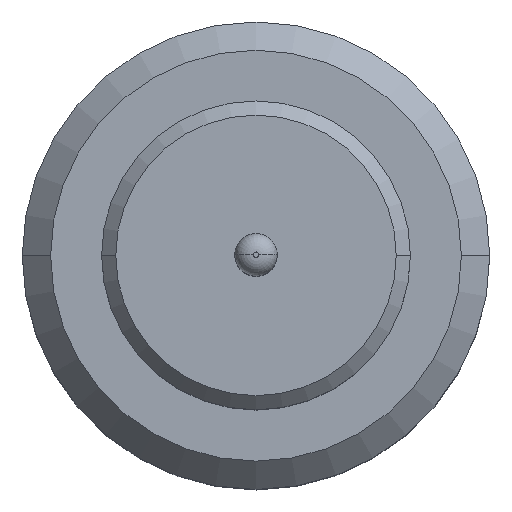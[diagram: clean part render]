
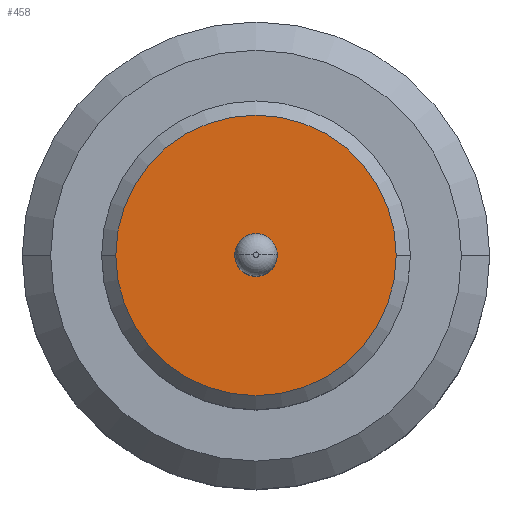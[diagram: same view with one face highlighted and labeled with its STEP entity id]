
A CAD part, top view. The second image highlights one B-rep face of the part: STEP entity #458.
In plain terms, the highlighted planar face has unit normal (0, 0, 1).
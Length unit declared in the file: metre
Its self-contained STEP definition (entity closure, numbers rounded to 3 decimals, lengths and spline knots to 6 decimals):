
#33 = CIRCLE ( 'NONE', #122, 0.00015 ) ;
#42 = DIRECTION ( 'NONE',  ( -1., 0., 0. ) ) ;
#58 = CARTESIAN_POINT ( 'NONE',  ( 0., 0., 0. ) ) ;
#64 = ORIENTED_EDGE ( 'NONE', *, *, #277, .T. ) ;
#122 = AXIS2_PLACEMENT_3D ( 'NONE', #719, #664, #690 ) ;
#129 = AXIS2_PLACEMENT_3D ( 'NONE', #651, #655, #42 ) ;
#131 = FACE_OUTER_BOUND ( 'NONE', #896, .T. ) ;
#224 = VERTEX_POINT ( 'NONE', #821 ) ;
#274 = EDGE_CURVE ( 'NONE', #224, #887, #491, .T. ) ;
#277 = EDGE_CURVE ( 'NONE', #891, #860, #33, .T. ) ;
#324 = CARTESIAN_POINT ( 'NONE',  ( 0., 0., 0. ) ) ;
#350 = ORIENTED_EDGE ( 'NONE', *, *, #362, .T. ) ;
#359 = EDGE_CURVE ( 'NONE', #887, #224, #475, .T. ) ;
#362 = EDGE_CURVE ( 'NONE', #860, #891, #962, .T. ) ;
#387 = DIRECTION ( 'NONE',  ( 0., 0., -1. ) ) ;
#426 = ORIENTED_EDGE ( 'NONE', *, *, #274, .F. ) ;
#436 = AXIS2_PLACEMENT_3D ( 'NONE', #611, #919, #914 ) ;
#458 = ADVANCED_FACE ( 'NONE', ( #131, #920 ), #609, .F. ) ;
#475 = CIRCLE ( 'NONE', #862, 0.00099 ) ;
#491 = CIRCLE ( 'NONE', #129, 0.00099 ) ;
#573 = AXIS2_PLACEMENT_3D ( 'NONE', #324, #387, #864 ) ;
#609 = PLANE ( 'NONE',  #436 ) ;
#611 = CARTESIAN_POINT ( 'NONE',  ( 0., 0., 0. ) ) ;
#651 = CARTESIAN_POINT ( 'NONE',  ( 0., 0., 0. ) ) ;
#655 = DIRECTION ( 'NONE',  ( 0., 0., -1. ) ) ;
#664 = DIRECTION ( 'NONE',  ( 0., 0., -1. ) ) ;
#669 = DIRECTION ( 'NONE',  ( 0., 0., -1. ) ) ;
#677 = CARTESIAN_POINT ( 'NONE',  ( -0.00015, 0., 0. ) ) ;
#690 = DIRECTION ( 'NONE',  ( -1., 0., 0. ) ) ;
#719 = CARTESIAN_POINT ( 'NONE',  ( 0., 0., 0. ) ) ;
#723 = ORIENTED_EDGE ( 'NONE', *, *, #359, .F. ) ;
#725 = CARTESIAN_POINT ( 'NONE',  ( 0.00015, 0., 0. ) ) ;
#821 = CARTESIAN_POINT ( 'NONE',  ( -0.00099, 0., 0. ) ) ;
#839 = CARTESIAN_POINT ( 'NONE',  ( 0.00099, 0., 0. ) ) ;
#860 = VERTEX_POINT ( 'NONE', #725 ) ;
#862 = AXIS2_PLACEMENT_3D ( 'NONE', #58, #669, #882 ) ;
#864 = DIRECTION ( 'NONE',  ( -1., 0., 0. ) ) ;
#882 = DIRECTION ( 'NONE',  ( -1., 0., 0. ) ) ;
#887 = VERTEX_POINT ( 'NONE', #839 ) ;
#891 = VERTEX_POINT ( 'NONE', #677 ) ;
#896 = EDGE_LOOP ( 'NONE', ( #426, #723 ) ) ;
#914 = DIRECTION ( 'NONE',  ( -1., 0., 0. ) ) ;
#919 = DIRECTION ( 'NONE',  ( 0., 0., -1. ) ) ;
#920 = FACE_BOUND ( 'NONE', #947, .T. ) ;
#947 = EDGE_LOOP ( 'NONE', ( #350, #64 ) ) ;
#962 = CIRCLE ( 'NONE', #573, 0.00015 ) ;
